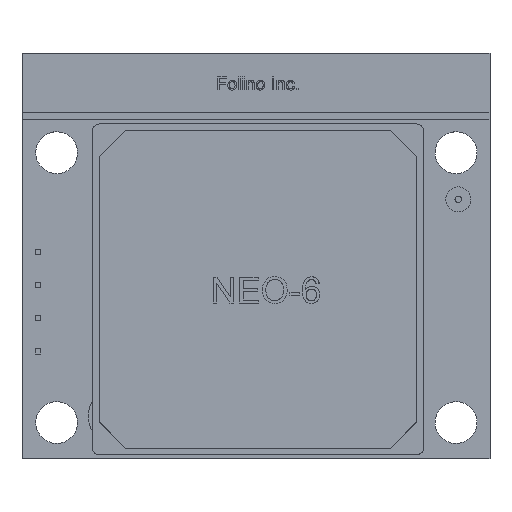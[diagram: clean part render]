
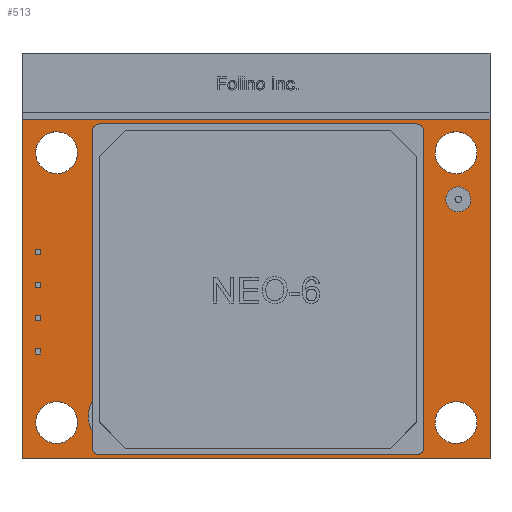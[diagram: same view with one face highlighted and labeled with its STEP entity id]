
A CAD part, top view. The second image highlights one B-rep face of the part: STEP entity #513.
In plain terms, the highlighted planar face has unit normal (0, 0, 1).
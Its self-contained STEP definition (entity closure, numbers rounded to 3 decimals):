
#127=(
BOUNDED_CURVE()
B_SPLINE_CURVE(2,(#6564,#6565,#6566,#6567,#6568),.UNSPECIFIED.,.F.,.F.)
B_SPLINE_CURVE_WITH_KNOTS((3,2,3),(0.,2.513,5.027),
 .UNSPECIFIED.)
CURVE()
GEOMETRIC_REPRESENTATION_ITEM()
RATIONAL_B_SPLINE_CURVE((1.,0.707,1.,0.707,1.))
REPRESENTATION_ITEM('')
);
#130=(
BOUNDED_CURVE()
B_SPLINE_CURVE(2,(#6576,#6577,#6578,#6579,#6580),.UNSPECIFIED.,.F.,.F.)
B_SPLINE_CURVE_WITH_KNOTS((3,2,3),(0.,2.513,5.027),
 .UNSPECIFIED.)
CURVE()
GEOMETRIC_REPRESENTATION_ITEM()
RATIONAL_B_SPLINE_CURVE((1.,0.707,1.,0.707,1.))
REPRESENTATION_ITEM('')
);
#133=(
BOUNDED_CURVE()
B_SPLINE_CURVE(2,(#6588,#6589,#6590,#6591,#6592),.UNSPECIFIED.,.F.,.F.)
B_SPLINE_CURVE_WITH_KNOTS((3,2,3),(0.,2.513,5.027),
 .UNSPECIFIED.)
CURVE()
GEOMETRIC_REPRESENTATION_ITEM()
RATIONAL_B_SPLINE_CURVE((1.,0.707,1.,0.707,1.))
REPRESENTATION_ITEM('')
);
#136=(
BOUNDED_CURVE()
B_SPLINE_CURVE(2,(#6600,#6601,#6602,#6603,#6604),.UNSPECIFIED.,.F.,.F.)
B_SPLINE_CURVE_WITH_KNOTS((3,2,3),(0.,2.513,5.027),
 .UNSPECIFIED.)
CURVE()
GEOMETRIC_REPRESENTATION_ITEM()
RATIONAL_B_SPLINE_CURVE((1.,0.707,1.,0.707,1.))
REPRESENTATION_ITEM('')
);
#140=(
BOUNDED_CURVE()
B_SPLINE_CURVE(2,(#6614,#6615,#6616,#6617,#6618),.UNSPECIFIED.,.F.,.F.)
B_SPLINE_CURVE_WITH_KNOTS((3,2,3),(5.027,7.54,10.053),
 .UNSPECIFIED.)
CURVE()
GEOMETRIC_REPRESENTATION_ITEM()
RATIONAL_B_SPLINE_CURVE((1.,0.707,1.,0.707,1.))
REPRESENTATION_ITEM('')
);
#143=(
BOUNDED_CURVE()
B_SPLINE_CURVE(2,(#6626,#6627,#6628,#6629,#6630),.UNSPECIFIED.,.F.,.F.)
B_SPLINE_CURVE_WITH_KNOTS((3,2,3),(5.027,7.54,10.053),
 .UNSPECIFIED.)
CURVE()
GEOMETRIC_REPRESENTATION_ITEM()
RATIONAL_B_SPLINE_CURVE((1.,0.707,1.,0.707,1.))
REPRESENTATION_ITEM('')
);
#146=(
BOUNDED_CURVE()
B_SPLINE_CURVE(2,(#6638,#6639,#6640,#6641,#6642),.UNSPECIFIED.,.F.,.F.)
B_SPLINE_CURVE_WITH_KNOTS((3,2,3),(5.027,7.54,10.053),
 .UNSPECIFIED.)
CURVE()
GEOMETRIC_REPRESENTATION_ITEM()
RATIONAL_B_SPLINE_CURVE((1.,0.707,1.,0.707,1.))
REPRESENTATION_ITEM('')
);
#149=(
BOUNDED_CURVE()
B_SPLINE_CURVE(2,(#6650,#6651,#6652,#6653,#6654),.UNSPECIFIED.,.F.,.F.)
B_SPLINE_CURVE_WITH_KNOTS((3,2,3),(5.027,7.54,10.053),
 .UNSPECIFIED.)
CURVE()
GEOMETRIC_REPRESENTATION_ITEM()
RATIONAL_B_SPLINE_CURVE((1.,0.707,1.,0.707,1.))
REPRESENTATION_ITEM('')
);
#187=FACE_BOUND('',#975,.T.);
#188=FACE_BOUND('',#976,.T.);
#189=FACE_BOUND('',#977,.T.);
#190=FACE_BOUND('',#978,.T.);
#513=ADVANCED_FACE('',(#736,#187,#188,#189,#190),#3417,.T.);
#736=FACE_OUTER_BOUND('',#974,.T.);
#974=EDGE_LOOP('',(#1927,#1928,#1929,#1930));
#975=EDGE_LOOP('',(#1931,#1932));
#976=EDGE_LOOP('',(#1933,#1934));
#977=EDGE_LOOP('',(#1935,#1936));
#978=EDGE_LOOP('',(#1937,#1938));
#1927=ORIENTED_EDGE('',*,*,#2455,.T.);
#1928=ORIENTED_EDGE('',*,*,#2458,.T.);
#1929=ORIENTED_EDGE('',*,*,#2439,.T.);
#1930=ORIENTED_EDGE('',*,*,#2443,.T.);
#1931=ORIENTED_EDGE('',*,*,#2462,.T.);
#1932=ORIENTED_EDGE('',*,*,#2475,.T.);
#1933=ORIENTED_EDGE('',*,*,#2465,.T.);
#1934=ORIENTED_EDGE('',*,*,#2478,.T.);
#1935=ORIENTED_EDGE('',*,*,#2468,.T.);
#1936=ORIENTED_EDGE('',*,*,#2481,.T.);
#1937=ORIENTED_EDGE('',*,*,#2471,.T.);
#1938=ORIENTED_EDGE('',*,*,#2484,.T.);
#2439=EDGE_CURVE('',#3228,#3227,#2903,.T.);
#2443=EDGE_CURVE('',#3227,#3234,#2907,.T.);
#2455=EDGE_CURVE('',#3234,#3237,#2919,.T.);
#2458=EDGE_CURVE('',#3237,#3228,#2922,.T.);
#2462=EDGE_CURVE('',#3242,#3249,#127,.T.);
#2465=EDGE_CURVE('',#3244,#3251,#130,.T.);
#2468=EDGE_CURVE('',#3246,#3253,#133,.T.);
#2471=EDGE_CURVE('',#3248,#3255,#136,.T.);
#2475=EDGE_CURVE('',#3249,#3242,#140,.T.);
#2478=EDGE_CURVE('',#3251,#3244,#143,.T.);
#2481=EDGE_CURVE('',#3253,#3246,#146,.T.);
#2484=EDGE_CURVE('',#3255,#3248,#149,.T.);
#2903=B_SPLINE_CURVE_WITH_KNOTS('',1,(#6515,#6516),.UNSPECIFIED.,.F.,.F.,
(2,2),(0.,35.75),.UNSPECIFIED.);
#2907=B_SPLINE_CURVE_WITH_KNOTS('',1,(#6523,#6524),.UNSPECIFIED.,.F.,.F.,
(2,2),(35.75,61.712),.UNSPECIFIED.);
#2919=B_SPLINE_CURVE_WITH_KNOTS('',1,(#6547,#6548),.UNSPECIFIED.,.F.,.F.,
(2,2),(-37.681,-1.931),.UNSPECIFIED.);
#2922=B_SPLINE_CURVE_WITH_KNOTS('',1,(#6553,#6554),.UNSPECIFIED.,.F.,.F.,
(2,2),(107.538,133.5),.UNSPECIFIED.);
#3227=VERTEX_POINT('',#6481);
#3228=VERTEX_POINT('',#6482);
#3234=VERTEX_POINT('',#6488);
#3237=VERTEX_POINT('',#6491);
#3242=VERTEX_POINT('',#6496);
#3244=VERTEX_POINT('',#6498);
#3246=VERTEX_POINT('',#6500);
#3248=VERTEX_POINT('',#6502);
#3249=VERTEX_POINT('',#6503);
#3251=VERTEX_POINT('',#6505);
#3253=VERTEX_POINT('',#6507);
#3255=VERTEX_POINT('',#6509);
#3417=PLANE('',#3602);
#3602=AXIS2_PLACEMENT_3D('',#6394,#3770,$);
#3770=DIRECTION('',(0.,0.,1.));
#6394=CARTESIAN_POINT('',(0.,0.,1.));
#6481=CARTESIAN_POINT('',(35.75,0.,1.));
#6482=CARTESIAN_POINT('',(0.,0.,1.));
#6488=CARTESIAN_POINT('',(35.75,25.962,1.));
#6491=CARTESIAN_POINT('',(0.,25.962,1.));
#6496=CARTESIAN_POINT('',(4.2,2.76,1.));
#6498=CARTESIAN_POINT('',(34.75,2.76,1.));
#6500=CARTESIAN_POINT('',(34.75,23.4,1.));
#6502=CARTESIAN_POINT('',(4.2,23.4,1.));
#6503=CARTESIAN_POINT('',(1.,2.76,1.));
#6505=CARTESIAN_POINT('',(31.55,2.76,1.));
#6507=CARTESIAN_POINT('',(31.55,23.4,1.));
#6509=CARTESIAN_POINT('',(1.,23.4,1.));
#6515=CARTESIAN_POINT('',(0.,0.,1.));
#6516=CARTESIAN_POINT('',(35.75,0.,1.));
#6523=CARTESIAN_POINT('',(35.75,0.,1.));
#6524=CARTESIAN_POINT('',(35.75,25.962,1.));
#6547=CARTESIAN_POINT('',(35.75,25.962,1.));
#6548=CARTESIAN_POINT('',(0.,25.962,1.));
#6553=CARTESIAN_POINT('',(0.,25.962,1.));
#6554=CARTESIAN_POINT('',(0.,0.,1.));
#6564=CARTESIAN_POINT('',(4.2,2.76,1.));
#6565=CARTESIAN_POINT('',(4.2,1.16,1.));
#6566=CARTESIAN_POINT('',(2.6,1.16,1.));
#6567=CARTESIAN_POINT('',(1.,1.16,1.));
#6568=CARTESIAN_POINT('',(1.,2.76,1.));
#6576=CARTESIAN_POINT('',(34.75,2.76,1.));
#6577=CARTESIAN_POINT('',(34.75,1.16,1.));
#6578=CARTESIAN_POINT('',(33.15,1.16,1.));
#6579=CARTESIAN_POINT('',(31.55,1.16,1.));
#6580=CARTESIAN_POINT('',(31.55,2.76,1.));
#6588=CARTESIAN_POINT('',(34.75,23.4,1.));
#6589=CARTESIAN_POINT('',(34.75,21.8,1.));
#6590=CARTESIAN_POINT('',(33.15,21.8,1.));
#6591=CARTESIAN_POINT('',(31.55,21.8,1.));
#6592=CARTESIAN_POINT('',(31.55,23.4,1.));
#6600=CARTESIAN_POINT('',(4.2,23.4,1.));
#6601=CARTESIAN_POINT('',(4.2,21.8,1.));
#6602=CARTESIAN_POINT('',(2.6,21.8,1.));
#6603=CARTESIAN_POINT('',(1.,21.8,1.));
#6604=CARTESIAN_POINT('',(1.,23.4,1.));
#6614=CARTESIAN_POINT('',(1.,2.76,1.));
#6615=CARTESIAN_POINT('',(1.,4.36,1.));
#6616=CARTESIAN_POINT('',(2.6,4.36,1.));
#6617=CARTESIAN_POINT('',(4.2,4.36,1.));
#6618=CARTESIAN_POINT('',(4.2,2.76,1.));
#6626=CARTESIAN_POINT('',(31.55,2.76,1.));
#6627=CARTESIAN_POINT('',(31.55,4.36,1.));
#6628=CARTESIAN_POINT('',(33.15,4.36,1.));
#6629=CARTESIAN_POINT('',(34.75,4.36,1.));
#6630=CARTESIAN_POINT('',(34.75,2.76,1.));
#6638=CARTESIAN_POINT('',(31.55,23.4,1.));
#6639=CARTESIAN_POINT('',(31.55,25.,1.));
#6640=CARTESIAN_POINT('',(33.15,25.,1.));
#6641=CARTESIAN_POINT('',(34.75,25.,1.));
#6642=CARTESIAN_POINT('',(34.75,23.4,1.));
#6650=CARTESIAN_POINT('',(1.,23.4,1.));
#6651=CARTESIAN_POINT('',(1.,25.,1.));
#6652=CARTESIAN_POINT('',(2.6,25.,1.));
#6653=CARTESIAN_POINT('',(4.2,25.,1.));
#6654=CARTESIAN_POINT('',(4.2,23.4,1.));
